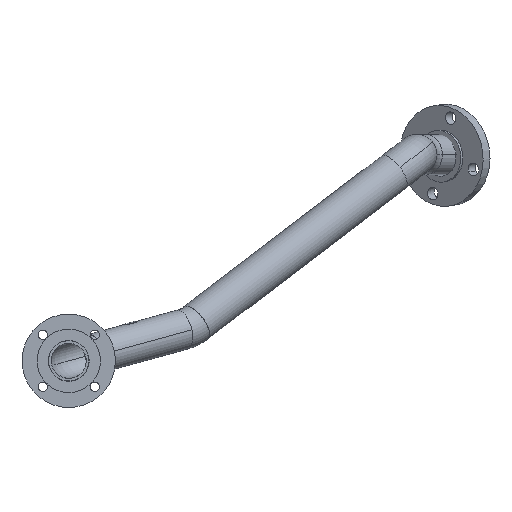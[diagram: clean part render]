
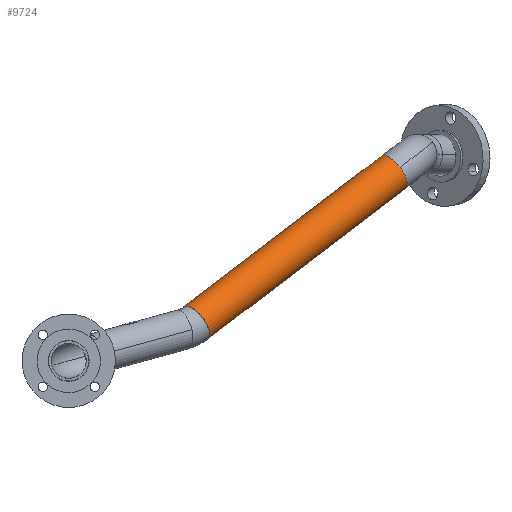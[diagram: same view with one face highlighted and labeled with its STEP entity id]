
A CAD part, left-side view. The second image highlights one B-rep face of the part: STEP entity #9724.
In plain terms, the highlighted cylindrical face has radius 30.15 mm (diameter 60.3 mm), a partial arc.
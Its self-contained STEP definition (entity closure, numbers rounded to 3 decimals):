
#805 = LINE ( 'NONE', #4774, #5837 ) ;
#1094 = CARTESIAN_POINT ( 'NONE',  ( 186.355, -190.262, 56.879 ) ) ;
#1241 = CYLINDRICAL_SURFACE ( 'NONE', #10202, 30.15 ) ;
#1309 = VECTOR ( 'NONE', #3418, 1000. ) ;
#1319 = CIRCLE ( 'NONE', #9661, 30.15 ) ;
#1979 = EDGE_LOOP ( 'NONE', ( #2206, #5473, #6458, #9141 ) ) ;
#2088 = DIRECTION ( 'NONE',  ( 0.863, 0.505, -0.001 ) ) ;
#2206 = ORIENTED_EDGE ( 'NONE', *, *, #5698, .F. ) ;
#2835 = VERTEX_POINT ( 'NONE', #6922 ) ;
#2905 = FACE_OUTER_BOUND ( 'NONE', #1979, .T. ) ;
#2955 = CARTESIAN_POINT ( 'NONE',  ( 359.856, -486.247, 282.34 ) ) ;
#3418 = DIRECTION ( 'NONE',  ( -0.423, 0.721, -0.549 ) ) ;
#3468 = DIRECTION ( 'NONE',  ( 0.863, 0.505, -0.001 ) ) ;
#4501 = DIRECTION ( 'NONE',  ( 0.423, -0.721, 0.549 ) ) ;
#4774 = CARTESIAN_POINT ( 'NONE',  ( 359.856, -467.977, 306.324 ) ) ;
#5273 = CARTESIAN_POINT ( 'NONE',  ( 359.856, -504.516, 258.356 ) ) ;
#5473 = ORIENTED_EDGE ( 'NONE', *, *, #6631, .F. ) ;
#5698 = EDGE_CURVE ( 'NONE', #7539, #10449, #7727, .T. ) ;
#5837 = VECTOR ( 'NONE', #9941, 1000. ) ;
#6045 = DIRECTION ( 'NONE',  ( -0.423, 0.721, -0.549 ) ) ;
#6144 = DIRECTION ( 'NONE',  ( 0., 0.606, 0.795 ) ) ;
#6188 = EDGE_CURVE ( 'NONE', #2835, #10398, #805, .T. ) ;
#6458 = ORIENTED_EDGE ( 'NONE', *, *, #6188, .T. ) ;
#6631 = EDGE_CURVE ( 'NONE', #2835, #7539, #1319, .T. ) ;
#6659 = CARTESIAN_POINT ( 'NONE',  ( 186.355, -171.992, 80.864 ) ) ;
#6922 = CARTESIAN_POINT ( 'NONE',  ( 359.856, -467.977, 306.324 ) ) ;
#7073 = CARTESIAN_POINT ( 'NONE',  ( 359.856, -504.516, 258.356 ) ) ;
#7539 = VERTEX_POINT ( 'NONE', #7073 ) ;
#7727 = LINE ( 'NONE', #5273, #1309 ) ;
#7771 = AXIS2_PLACEMENT_3D ( 'NONE', #1094, #4501, #3468 ) ;
#7861 = DIRECTION ( 'NONE',  ( 0.423, -0.721, 0.549 ) ) ;
#9141 = ORIENTED_EDGE ( 'NONE', *, *, #9394, .T. ) ;
#9394 = EDGE_CURVE ( 'NONE', #10398, #10449, #9687, .T. ) ;
#9415 = CARTESIAN_POINT ( 'NONE',  ( 359.856, -486.247, 282.34 ) ) ;
#9661 = AXIS2_PLACEMENT_3D ( 'NONE', #2955, #7861, #2088 ) ;
#9687 = CIRCLE ( 'NONE', #7771, 30.15 ) ;
#9724 = ADVANCED_FACE ( 'NONE', ( #2905 ), #1241, .T. ) ;
#9941 = DIRECTION ( 'NONE',  ( -0.423, 0.721, -0.549 ) ) ;
#9972 = CARTESIAN_POINT ( 'NONE',  ( 186.355, -208.531, 32.895 ) ) ;
#10202 = AXIS2_PLACEMENT_3D ( 'NONE', #9415, #6045, #6144 ) ;
#10398 = VERTEX_POINT ( 'NONE', #6659 ) ;
#10449 = VERTEX_POINT ( 'NONE', #9972 ) ;
